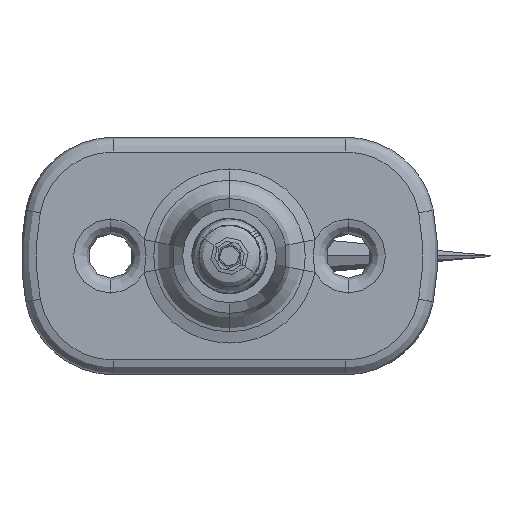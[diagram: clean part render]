
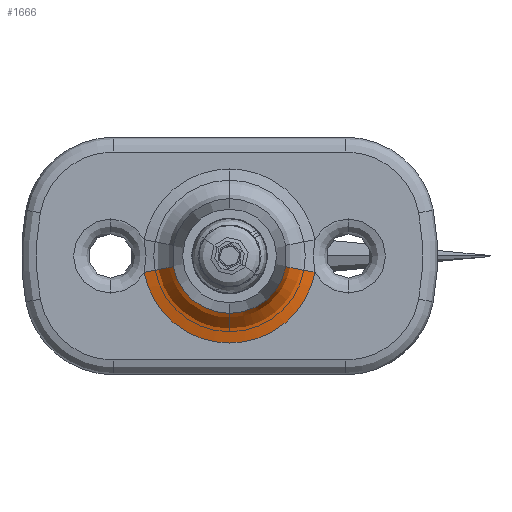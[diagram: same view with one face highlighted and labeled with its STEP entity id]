
A CAD part, front view. The second image highlights one B-rep face of the part: STEP entity #1666.
In plain terms, the highlighted toroidal (fillet/blend) face has major radius 1.465 mm and minor radius 0.5 mm.
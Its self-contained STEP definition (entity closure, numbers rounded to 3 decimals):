
#118 = FACE_OUTER_BOUND ( 'NONE', #8782, .T. ) ;
#655 = CARTESIAN_POINT ( 'NONE',  ( -0.948, 1.991, 0.182 ) ) ;
#1049 = CARTESIAN_POINT ( 'NONE',  ( 0., 1.991, 0.965 ) ) ;
#1124 = EDGE_CURVE ( 'NONE', #6861, #4337, #12543, .T. ) ;
#1369 = DIRECTION ( 'NONE',  ( 0.982, 0., -0.188 ) ) ;
#1666 = ADVANCED_FACE ( 'NONE', ( #118 ), #8511, .F. ) ;
#1681 = ORIENTED_EDGE ( 'NONE', *, *, #10133, .F. ) ;
#2042 = CARTESIAN_POINT ( 'NONE',  ( 0., 1.5, 0. ) ) ;
#3163 = ORIENTED_EDGE ( 'NONE', *, *, #10221, .F. ) ;
#3640 = EDGE_CURVE ( 'NONE', #10623, #10063, #4305, .T. ) ;
#3788 = CIRCLE ( 'NONE', #11408, 0.5 ) ;
#4305 = CIRCLE ( 'NONE', #9454, 0.5 ) ;
#4337 = VERTEX_POINT ( 'NONE', #14465 ) ;
#4430 = DIRECTION ( 'NONE',  ( 0., 1., 0. ) ) ;
#4515 = DIRECTION ( 'NONE',  ( 0., -1., 0. ) ) ;
#4595 = DIRECTION ( 'NONE',  ( 0., 0., -1. ) ) ;
#4812 = CARTESIAN_POINT ( 'NONE',  ( 0., 2., 0. ) ) ;
#5420 = DIRECTION ( 'NONE',  ( 0., 0., -1. ) ) ;
#5590 = DIRECTION ( 'NONE',  ( 0., 0., -1. ) ) ;
#5827 = CARTESIAN_POINT ( 'NONE',  ( 1.439, 1.5, 0.276 ) ) ;
#6066 = CARTESIAN_POINT ( 'NONE',  ( -1.439, 2., 0.276 ) ) ;
#6250 = ORIENTED_EDGE ( 'NONE', *, *, #1124, .F. ) ;
#6510 = AXIS2_PLACEMENT_3D ( 'NONE', #4812, #4515, #4595 ) ;
#6740 = DIRECTION ( 'NONE',  ( 0., 0., -1. ) ) ;
#6861 = VERTEX_POINT ( 'NONE', #1049 ) ;
#7798 = AXIS2_PLACEMENT_3D ( 'NONE', #2042, #7804, #6740 ) ;
#7804 = DIRECTION ( 'NONE',  ( 0., -1., 0. ) ) ;
#8508 = DIRECTION ( 'NONE',  ( -0.982, 0., -0.188 ) ) ;
#8511 = TOROIDAL_SURFACE ( 'NONE', #6510, 1.465, 0.5 ) ;
#8782 = EDGE_LOOP ( 'NONE', ( #9845, #6250, #1681, #12954, #3163 ) ) ;
#8938 = CARTESIAN_POINT ( 'NONE',  ( 1.439, 2., 0.276 ) ) ;
#8971 = DIRECTION ( 'NONE',  ( 0., 1., 0. ) ) ;
#9123 = CARTESIAN_POINT ( 'NONE',  ( 0., 1.991, 0. ) ) ;
#9454 = AXIS2_PLACEMENT_3D ( 'NONE', #6066, #13178, #1369 ) ;
#9510 = CIRCLE ( 'NONE', #7798, 1.465 ) ;
#9645 = DIRECTION ( 'NONE',  ( 0.188, 0., -0.982 ) ) ;
#9845 = ORIENTED_EDGE ( 'NONE', *, *, #12452, .T. ) ;
#10063 = VERTEX_POINT ( 'NONE', #655 ) ;
#10133 = EDGE_CURVE ( 'NONE', #10063, #6861, #12693, .T. ) ;
#10221 = EDGE_CURVE ( 'NONE', #11921, #10623, #9510, .T. ) ;
#10623 = VERTEX_POINT ( 'NONE', #14284 ) ;
#11408 = AXIS2_PLACEMENT_3D ( 'NONE', #8938, #9645, #8508 ) ;
#11412 = CARTESIAN_POINT ( 'NONE',  ( 0., 1.991, 0. ) ) ;
#11921 = VERTEX_POINT ( 'NONE', #5827 ) ;
#12452 = EDGE_CURVE ( 'NONE', #11921, #4337, #3788, .T. ) ;
#12543 = CIRCLE ( 'NONE', #13757, 0.965 ) ;
#12693 = CIRCLE ( 'NONE', #14385, 0.965 ) ;
#12954 = ORIENTED_EDGE ( 'NONE', *, *, #3640, .F. ) ;
#13178 = DIRECTION ( 'NONE',  ( 0.188, 0., 0.982 ) ) ;
#13757 = AXIS2_PLACEMENT_3D ( 'NONE', #9123, #8971, #5590 ) ;
#14284 = CARTESIAN_POINT ( 'NONE',  ( -1.439, 1.5, 0.276 ) ) ;
#14385 = AXIS2_PLACEMENT_3D ( 'NONE', #11412, #4430, #5420 ) ;
#14465 = CARTESIAN_POINT ( 'NONE',  ( 0.948, 1.991, 0.182 ) ) ;
